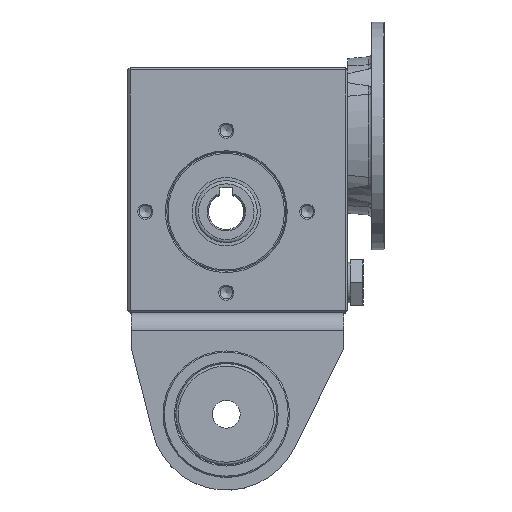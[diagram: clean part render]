
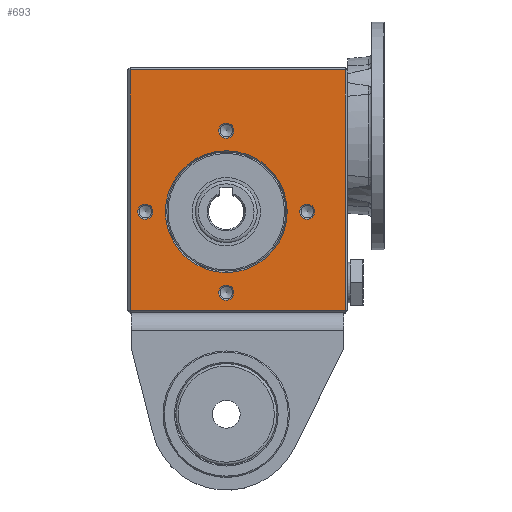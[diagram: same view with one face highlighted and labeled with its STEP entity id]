
A CAD part, top view. The second image highlights one B-rep face of the part: STEP entity #693.
In plain terms, the highlighted planar face has unit normal (0, 0, 1).
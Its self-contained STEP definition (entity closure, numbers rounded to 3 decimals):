
#693 = ADVANCED_FACE( '', ( #1736, #1737, #1738, #1739, #1740, #1741 ), #1742, .F. );
#1736 = FACE_OUTER_BOUND( '', #3473, .T. );
#1737 = FACE_BOUND( '', #3474, .T. );
#1738 = FACE_BOUND( '', #3475, .T. );
#1739 = FACE_BOUND( '', #3476, .T. );
#1740 = FACE_BOUND( '', #3477, .T. );
#1741 = FACE_BOUND( '', #3478, .T. );
#1742 = PLANE( '', #3479 );
#3473 = EDGE_LOOP( '', ( #5688, #5689, #5690, #5691 ) );
#3474 = EDGE_LOOP( '', ( #5692 ) );
#3475 = EDGE_LOOP( '', ( #5693 ) );
#3476 = EDGE_LOOP( '', ( #5694 ) );
#3477 = EDGE_LOOP( '', ( #5695 ) );
#3478 = EDGE_LOOP( '', ( #5696 ) );
#3479 = AXIS2_PLACEMENT_3D( '', #5697, #5698, #5699 );
#5688 = ORIENTED_EDGE( '', *, *, #8203, .T. );
#5689 = ORIENTED_EDGE( '', *, *, #7859, .T. );
#5690 = ORIENTED_EDGE( '', *, *, #8204, .T. );
#5691 = ORIENTED_EDGE( '', *, *, #7812, .T. );
#5692 = ORIENTED_EDGE( '', *, *, #8205, .T. );
#5693 = ORIENTED_EDGE( '', *, *, #8190, .T. );
#5694 = ORIENTED_EDGE( '', *, *, #8206, .T. );
#5695 = ORIENTED_EDGE( '', *, *, #8207, .T. );
#5696 = ORIENTED_EDGE( '', *, *, #7798, .T. );
#5697 = CARTESIAN_POINT( '', ( -39., -40., 27.5 ) );
#5698 = DIRECTION( '', ( 0., 0., -1. ) );
#5699 = DIRECTION( '', ( 0., 1., 0. ) );
#7798 = EDGE_CURVE( '', #8917, #8917, #8918, .T. );
#7812 = EDGE_CURVE( '', #8884, #8940, #8942, .T. );
#7859 = EDGE_CURVE( '', #9023, #9021, #9024, .T. );
#8190 = EDGE_CURVE( '', #9543, #9543, #9544, .T. );
#8203 = EDGE_CURVE( '', #8940, #9023, #9563, .T. );
#8204 = EDGE_CURVE( '', #9021, #8884, #9564, .T. );
#8205 = EDGE_CURVE( '', #9565, #9565, #9566, .T. );
#8206 = EDGE_CURVE( '', #9567, #9567, #9568, .T. );
#8207 = EDGE_CURVE( '', #9569, #9569, #9570, .T. );
#8884 = VERTEX_POINT( '', #10589 );
#8917 = VERTEX_POINT( '', #10762 );
#8918 = CIRCLE( '', #10763, 24.077 );
#8940 = VERTEX_POINT( '', #10794 );
#8942 = LINE( '', #10797, #10798 );
#9021 = VERTEX_POINT( '', #10933 );
#9023 = VERTEX_POINT( '', #10936 );
#9024 = LINE( '', #10937, #10938 );
#9543 = VERTEX_POINT( '', #11839 );
#9544 = CIRCLE( '', #11840, 2.959 );
#9563 = LINE( '', #11865, #11866 );
#9564 = LINE( '', #11867, #11868 );
#9565 = VERTEX_POINT( '', #11869 );
#9566 = CIRCLE( '', #11870, 2.959 );
#9567 = VERTEX_POINT( '', #11871 );
#9568 = CIRCLE( '', #11872, 2.959 );
#9569 = VERTEX_POINT( '', #11873 );
#9570 = CIRCLE( '', #11874, 2.959 );
#10589 = CARTESIAN_POINT( '', ( 47., -39., 27.5 ) );
#10762 = CARTESIAN_POINT( '', ( -24.077, 0., 27.5 ) );
#10763 = AXIS2_PLACEMENT_3D( '', #13118, #13119, #13120 );
#10794 = CARTESIAN_POINT( '', ( 47., 56., 27.5 ) );
#10797 = CARTESIAN_POINT( '', ( 47., -40., 27.5 ) );
#10798 = VECTOR( '', #13137, 1000. );
#10933 = CARTESIAN_POINT( '', ( -38., -39., 27.5 ) );
#10936 = CARTESIAN_POINT( '', ( -38., 56., 27.5 ) );
#10937 = CARTESIAN_POINT( '', ( -38., -40., 27.5 ) );
#10938 = VECTOR( '', #13199, 1000. );
#11839 = CARTESIAN_POINT( '', ( -34.959, 0., 27.5 ) );
#11840 = AXIS2_PLACEMENT_3D( '', #13632, #13633, #13634 );
#11865 = CARTESIAN_POINT( '', ( -39., 56., 27.5 ) );
#11866 = VECTOR( '', #13647, 1000. );
#11867 = CARTESIAN_POINT( '', ( -39., -39., 27.5 ) );
#11868 = VECTOR( '', #13648, 1000. );
#11869 = CARTESIAN_POINT( '', ( -2.959, 32., 27.5 ) );
#11870 = AXIS2_PLACEMENT_3D( '', #13649, #13650, #13651 );
#11871 = CARTESIAN_POINT( '', ( -2.959, -32., 27.5 ) );
#11872 = AXIS2_PLACEMENT_3D( '', #13652, #13653, #13654 );
#11873 = CARTESIAN_POINT( '', ( 29.042, 0., 27.5 ) );
#11874 = AXIS2_PLACEMENT_3D( '', #13655, #13656, #13657 );
#13118 = CARTESIAN_POINT( '', ( 0., 0., 27.5 ) );
#13119 = DIRECTION( '', ( 0., 0., -1. ) );
#13120 = DIRECTION( '', ( -1., 0., 0. ) );
#13137 = DIRECTION( '', ( 0., 1., 0. ) );
#13199 = DIRECTION( '', ( 0., -1., 0. ) );
#13632 = CARTESIAN_POINT( '', ( -32., 0., 27.5 ) );
#13633 = DIRECTION( '', ( 0., 0., -1. ) );
#13634 = DIRECTION( '', ( -1., 0., 0. ) );
#13647 = DIRECTION( '', ( -1., 0., 0. ) );
#13648 = DIRECTION( '', ( 1., 0., 0. ) );
#13649 = CARTESIAN_POINT( '', ( 0., 32., 27.5 ) );
#13650 = DIRECTION( '', ( 0., 0., -1. ) );
#13651 = DIRECTION( '', ( -1., 0., 0. ) );
#13652 = CARTESIAN_POINT( '', ( 0., -32., 27.5 ) );
#13653 = DIRECTION( '', ( 0., 0., -1. ) );
#13654 = DIRECTION( '', ( -1., 0., 0. ) );
#13655 = CARTESIAN_POINT( '', ( 32., 0., 27.5 ) );
#13656 = DIRECTION( '', ( 0., 0., -1. ) );
#13657 = DIRECTION( '', ( -1., 0., 0. ) );
